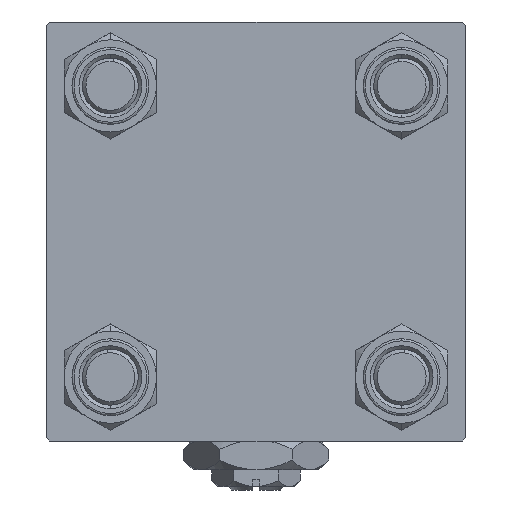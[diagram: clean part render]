
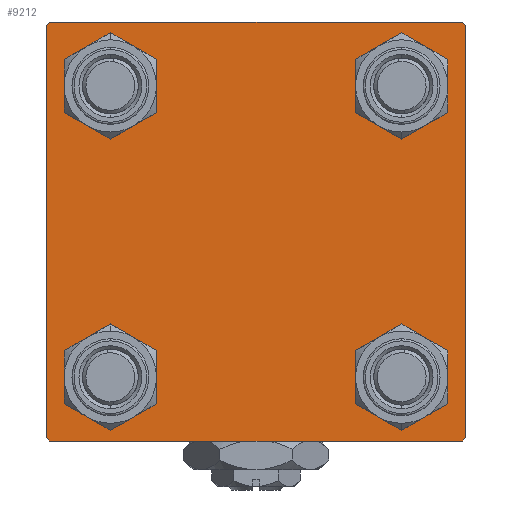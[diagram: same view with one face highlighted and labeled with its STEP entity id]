
A CAD part, left-side view. The second image highlights one B-rep face of the part: STEP entity #9212.
In plain terms, the highlighted planar face has unit normal (-1, 0, 0).
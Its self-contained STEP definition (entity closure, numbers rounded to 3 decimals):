
#75 = EDGE_CURVE ( 'NONE', #10571, #11237, #46766, .T. ) ;
#483 = CARTESIAN_POINT ( 'NONE',  ( 0., 29.75, 29.75 ) ) ;
#901 = ORIENTED_EDGE ( 'NONE', *, *, #15853, .T. ) ;
#1420 = DIRECTION ( 'NONE',  ( 0., 0., 1. ) ) ;
#2768 = CIRCLE ( 'NONE', #9601, 4.5 ) ;
#3519 = EDGE_CURVE ( 'NONE', #13453, #11237, #7241, .T. ) ;
#3743 = CARTESIAN_POINT ( 'NONE',  ( 0., 30., 30. ) ) ;
#4107 = AXIS2_PLACEMENT_3D ( 'NONE', #22688, #39009, #46774 ) ;
#4463 = ORIENTED_EDGE ( 'NONE', *, *, #24820, .T. ) ;
#5429 = AXIS2_PLACEMENT_3D ( 'NONE', #9448, #17486, #1420 ) ;
#5646 = CARTESIAN_POINT ( 'NONE',  ( 0., -29.5, 30. ) ) ;
#5804 = DIRECTION ( 'NONE',  ( 0., 0., 1. ) ) ;
#6275 = CARTESIAN_POINT ( 'NONE',  ( 0., -30., 29.5 ) ) ;
#6345 = DIRECTION ( 'NONE',  ( 0., 0.707, 0.707 ) ) ;
#6751 = AXIS2_PLACEMENT_3D ( 'NONE', #52694, #12056, #36649 ) ;
#6888 = AXIS2_PLACEMENT_3D ( 'NONE', #42189, #13837, #5804 ) ;
#7227 = CIRCLE ( 'NONE', #52491, 4.5 ) ;
#7241 = LINE ( 'NONE', #27302, #14108 ) ;
#7768 = AXIS2_PLACEMENT_3D ( 'NONE', #26709, #18950, #10670 ) ;
#7937 = CARTESIAN_POINT ( 'NONE',  ( 0., 30., 29.5 ) ) ;
#8557 = PLANE ( 'NONE',  #6751 ) ;
#8637 = DIRECTION ( 'NONE',  ( 1., 0., 0. ) ) ;
#8672 = VECTOR ( 'NONE', #24560, 1000. ) ;
#9212 = ADVANCED_FACE ( 'NONE', ( #32907, #21123, #16861, #44932, #49481 ), #8557, .T. ) ;
#9380 = VECTOR ( 'NONE', #50797, 1000. ) ;
#9448 = CARTESIAN_POINT ( 'NONE',  ( 0., -20.85, 20.85 ) ) ;
#9601 = AXIS2_PLACEMENT_3D ( 'NONE', #16258, #49407, #24266 ) ;
#9605 = ORIENTED_EDGE ( 'NONE', *, *, #32043, .T. ) ;
#10120 = VERTEX_POINT ( 'NONE', #18823 ) ;
#10398 = VECTOR ( 'NONE', #6345, 1000. ) ;
#10571 = VERTEX_POINT ( 'NONE', #43501 ) ;
#10670 = DIRECTION ( 'NONE',  ( 0., 0., 1. ) ) ;
#10820 = DIRECTION ( 'NONE',  ( 0., -0.707, -0.707 ) ) ;
#10863 = CARTESIAN_POINT ( 'NONE',  ( 0., 30., -30. ) ) ;
#11237 = VERTEX_POINT ( 'NONE', #38306 ) ;
#11338 = CIRCLE ( 'NONE', #42068, 4.5 ) ;
#11447 = VERTEX_POINT ( 'NONE', #11809 ) ;
#11599 = VERTEX_POINT ( 'NONE', #40813 ) ;
#11809 = CARTESIAN_POINT ( 'NONE',  ( 0., 20.85, -25.35 ) ) ;
#11902 = VECTOR ( 'NONE', #52291, 1000. ) ;
#12056 = DIRECTION ( 'NONE',  ( -1., 0., 0. ) ) ;
#12492 = ORIENTED_EDGE ( 'NONE', *, *, #39926, .T. ) ;
#13453 = VERTEX_POINT ( 'NONE', #6275 ) ;
#13505 = CARTESIAN_POINT ( 'NONE',  ( 0., -20.85, -25.35 ) ) ;
#13837 = DIRECTION ( 'NONE',  ( 1., 0., 0. ) ) ;
#14108 = VECTOR ( 'NONE', #24068, 1000. ) ;
#14687 = CARTESIAN_POINT ( 'NONE',  ( 0., 30., 30. ) ) ;
#14821 = EDGE_CURVE ( 'NONE', #40076, #33469, #35846, .T. ) ;
#14872 = LINE ( 'NONE', #10863, #11902 ) ;
#15853 = EDGE_CURVE ( 'NONE', #49675, #41513, #39115, .T. ) ;
#16258 = CARTESIAN_POINT ( 'NONE',  ( 0., 20.85, -20.85 ) ) ;
#16436 = CARTESIAN_POINT ( 'NONE',  ( 0., -20.85, 25.35 ) ) ;
#16861 = FACE_BOUND ( 'NONE', #52324, .T. ) ;
#17486 = DIRECTION ( 'NONE',  ( 1., 0., 0. ) ) ;
#17488 = EDGE_LOOP ( 'NONE', ( #12492, #43719, #46628, #18965, #18019, #28355, #26128, #4463 ) ) ;
#17878 = VERTEX_POINT ( 'NONE', #16436 ) ;
#18019 = ORIENTED_EDGE ( 'NONE', *, *, #3519, .F. ) ;
#18164 = LINE ( 'NONE', #14687, #9380 ) ;
#18823 = CARTESIAN_POINT ( 'NONE',  ( 0., 29.5, -30. ) ) ;
#18950 = DIRECTION ( 'NONE',  ( 1., 0., 0. ) ) ;
#18965 = ORIENTED_EDGE ( 'NONE', *, *, #75, .T. ) ;
#19578 = EDGE_CURVE ( 'NONE', #10120, #10571, #14872, .T. ) ;
#19713 = CARTESIAN_POINT ( 'NONE',  ( 0., 30., -29.5 ) ) ;
#20771 = CIRCLE ( 'NONE', #5429, 4.5 ) ;
#20976 = CARTESIAN_POINT ( 'NONE',  ( 0., 20.85, 16.35 ) ) ;
#20995 = EDGE_LOOP ( 'NONE', ( #42994, #901 ) ) ;
#21058 = CARTESIAN_POINT ( 'NONE',  ( 0., 29.5, 30. ) ) ;
#21123 = FACE_BOUND ( 'NONE', #35184, .T. ) ;
#21904 = VERTEX_POINT ( 'NONE', #19713 ) ;
#22688 = CARTESIAN_POINT ( 'NONE',  ( 0., 20.85, 20.85 ) ) ;
#22798 = EDGE_CURVE ( 'NONE', #41513, #49675, #46174, .T. ) ;
#22922 = CARTESIAN_POINT ( 'NONE',  ( 0., -29.75, 29.75 ) ) ;
#23014 = DIRECTION ( 'NONE',  ( 1., 0., 0. ) ) ;
#23058 = CARTESIAN_POINT ( 'NONE',  ( 0., -20.85, 16.35 ) ) ;
#23699 = ORIENTED_EDGE ( 'NONE', *, *, #26114, .T. ) ;
#24068 = DIRECTION ( 'NONE',  ( 0., 0., -1. ) ) ;
#24266 = DIRECTION ( 'NONE',  ( 0., 0., 1. ) ) ;
#24420 = DIRECTION ( 'NONE',  ( 0., 0., 1. ) ) ;
#24557 = VECTOR ( 'NONE', #27558, 1000. ) ;
#24560 = DIRECTION ( 'NONE',  ( 0., 0.707, -0.707 ) ) ;
#24820 = EDGE_CURVE ( 'NONE', #40076, #31619, #25617, .T. ) ;
#25013 = EDGE_CURVE ( 'NONE', #13453, #33469, #34695, .T. ) ;
#25609 = DIRECTION ( 'NONE',  ( 1., 0., 0. ) ) ;
#25617 = LINE ( 'NONE', #483, #8672 ) ;
#25831 = VERTEX_POINT ( 'NONE', #13505 ) ;
#26114 = EDGE_CURVE ( 'NONE', #47354, #25831, #31703, .T. ) ;
#26128 = ORIENTED_EDGE ( 'NONE', *, *, #14821, .F. ) ;
#26709 = CARTESIAN_POINT ( 'NONE',  ( 0., -20.85, -20.85 ) ) ;
#27302 = CARTESIAN_POINT ( 'NONE',  ( 0., -30., 30. ) ) ;
#27558 = DIRECTION ( 'NONE',  ( 0., -1., 0. ) ) ;
#27863 = EDGE_CURVE ( 'NONE', #48025, #17878, #36852, .T. ) ;
#27982 = EDGE_LOOP ( 'NONE', ( #9605, #39590 ) ) ;
#28355 = ORIENTED_EDGE ( 'NONE', *, *, #25013, .T. ) ;
#28536 = VECTOR ( 'NONE', #42233, 1000. ) ;
#28710 = CARTESIAN_POINT ( 'NONE',  ( 0., -20.85, 20.85 ) ) ;
#31619 = VERTEX_POINT ( 'NONE', #7937 ) ;
#31703 = CIRCLE ( 'NONE', #7768, 4.5 ) ;
#32043 = EDGE_CURVE ( 'NONE', #17878, #48025, #20771, .T. ) ;
#32907 = FACE_BOUND ( 'NONE', #27982, .T. ) ;
#33415 = CARTESIAN_POINT ( 'NONE',  ( 0., -29.75, -29.75 ) ) ;
#33469 = VERTEX_POINT ( 'NONE', #5646 ) ;
#33640 = CARTESIAN_POINT ( 'NONE',  ( 0., -20.85, -20.85 ) ) ;
#33938 = CARTESIAN_POINT ( 'NONE',  ( 0., -20.85, -16.35 ) ) ;
#34567 = EDGE_CURVE ( 'NONE', #25831, #47354, #7227, .T. ) ;
#34695 = LINE ( 'NONE', #22922, #10398 ) ;
#35184 = EDGE_LOOP ( 'NONE', ( #23699, #40911 ) ) ;
#35846 = LINE ( 'NONE', #3743, #24557 ) ;
#36649 = DIRECTION ( 'NONE',  ( 0., 0., 1. ) ) ;
#36852 = CIRCLE ( 'NONE', #43681, 4.5 ) ;
#37922 = DIRECTION ( 'NONE',  ( 0., 0., 1. ) ) ;
#38306 = CARTESIAN_POINT ( 'NONE',  ( 0., -30., -29.5 ) ) ;
#38638 = CARTESIAN_POINT ( 'NONE',  ( 0., 29.75, -29.75 ) ) ;
#39009 = DIRECTION ( 'NONE',  ( 1., 0., 0. ) ) ;
#39115 = CIRCLE ( 'NONE', #4107, 4.5 ) ;
#39590 = ORIENTED_EDGE ( 'NONE', *, *, #27863, .T. ) ;
#39926 = EDGE_CURVE ( 'NONE', #31619, #21904, #18164, .T. ) ;
#40076 = VERTEX_POINT ( 'NONE', #21058 ) ;
#40813 = CARTESIAN_POINT ( 'NONE',  ( 0., 20.85, -16.35 ) ) ;
#40911 = ORIENTED_EDGE ( 'NONE', *, *, #34567, .T. ) ;
#41513 = VERTEX_POINT ( 'NONE', #42069 ) ;
#42068 = AXIS2_PLACEMENT_3D ( 'NONE', #51376, #23014, #51637 ) ;
#42069 = CARTESIAN_POINT ( 'NONE',  ( 0., 20.85, 25.35 ) ) ;
#42189 = CARTESIAN_POINT ( 'NONE',  ( 0., 20.85, 20.85 ) ) ;
#42233 = DIRECTION ( 'NONE',  ( 0., -0.707, 0.707 ) ) ;
#42994 = ORIENTED_EDGE ( 'NONE', *, *, #22798, .T. ) ;
#43501 = CARTESIAN_POINT ( 'NONE',  ( 0., -29.5, -30. ) ) ;
#43564 = EDGE_CURVE ( 'NONE', #21904, #10120, #51470, .T. ) ;
#43658 = VECTOR ( 'NONE', #10820, 1000. ) ;
#43681 = AXIS2_PLACEMENT_3D ( 'NONE', #28710, #8637, #24420 ) ;
#43719 = ORIENTED_EDGE ( 'NONE', *, *, #43564, .T. ) ;
#44265 = ORIENTED_EDGE ( 'NONE', *, *, #46947, .T. ) ;
#44932 = FACE_BOUND ( 'NONE', #20995, .T. ) ;
#46174 = CIRCLE ( 'NONE', #6888, 4.5 ) ;
#46628 = ORIENTED_EDGE ( 'NONE', *, *, #19578, .T. ) ;
#46766 = LINE ( 'NONE', #33415, #28536 ) ;
#46774 = DIRECTION ( 'NONE',  ( 0., 0., 1. ) ) ;
#46947 = EDGE_CURVE ( 'NONE', #11447, #11599, #11338, .T. ) ;
#47354 = VERTEX_POINT ( 'NONE', #33938 ) ;
#48025 = VERTEX_POINT ( 'NONE', #23058 ) ;
#49407 = DIRECTION ( 'NONE',  ( 1., 0., 0. ) ) ;
#49481 = FACE_OUTER_BOUND ( 'NONE', #17488, .T. ) ;
#49675 = VERTEX_POINT ( 'NONE', #20976 ) ;
#50146 = EDGE_CURVE ( 'NONE', #11599, #11447, #2768, .T. ) ;
#50797 = DIRECTION ( 'NONE',  ( 0., 0., -1. ) ) ;
#51376 = CARTESIAN_POINT ( 'NONE',  ( 0., 20.85, -20.85 ) ) ;
#51470 = LINE ( 'NONE', #38638, #43658 ) ;
#51637 = DIRECTION ( 'NONE',  ( 0., 0., 1. ) ) ;
#52011 = ORIENTED_EDGE ( 'NONE', *, *, #50146, .T. ) ;
#52291 = DIRECTION ( 'NONE',  ( 0., -1., 0. ) ) ;
#52324 = EDGE_LOOP ( 'NONE', ( #52011, #44265 ) ) ;
#52491 = AXIS2_PLACEMENT_3D ( 'NONE', #33640, #25609, #37922 ) ;
#52694 = CARTESIAN_POINT ( 'NONE',  ( 0., 0., 0. ) ) ;
